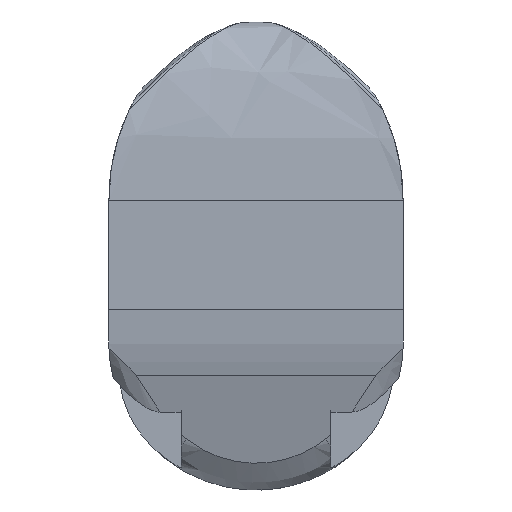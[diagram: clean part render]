
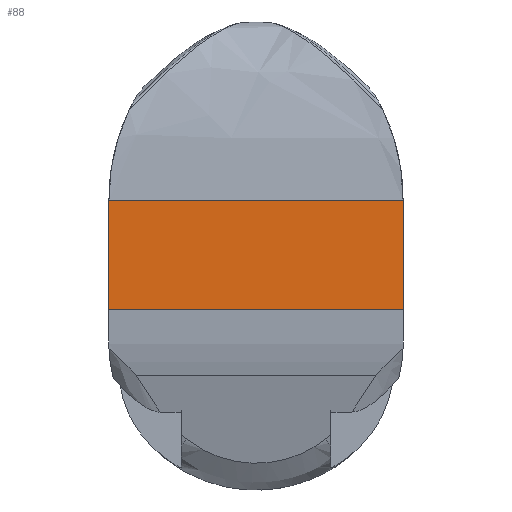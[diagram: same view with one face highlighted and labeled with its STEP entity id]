
A CAD part, top view. The second image highlights one B-rep face of the part: STEP entity #88.
In plain terms, the highlighted planar face has unit normal (0, 0, 1).
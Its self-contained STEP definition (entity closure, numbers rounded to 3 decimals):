
#88=ADVANCED_FACE('',(#1268),#1270,.T.);
#1268=FACE_BOUND('',#1269,.T.);
#1269=EDGE_LOOP('',(#2798,#2799,#2800,#2801));
#1270=PLANE('',#1271);
#1271=AXIS2_PLACEMENT_3D('',#1272,#1273,#1274);
#1272=CARTESIAN_POINT('',(39.75,0.,0.));
#1273=DIRECTION('',(0.,0.,1.));
#1274=DIRECTION('',(1.,0.,0.));
#2798=ORIENTED_EDGE('',*,*,#3064,.T.);
#2799=ORIENTED_EDGE('',*,*,#3027,.T.);
#2800=ORIENTED_EDGE('',*,*,#3083,.F.);
#2801=ORIENTED_EDGE('',*,*,#3056,.T.);
#3027=EDGE_CURVE('',#3244,#3240,#3245,.T.);
#3056=EDGE_CURVE('',#3288,#3286,#3289,.F.);
#3064=EDGE_CURVE('',#3286,#3244,#3301,.F.);
#3083=EDGE_CURVE('',#3288,#3240,#3333,.T.);
#3240=VERTEX_POINT('',#4158);
#3244=VERTEX_POINT('',#4193);
#3245=LINE('',#4194,#4195);
#3286=VERTEX_POINT('',#4526);
#3288=VERTEX_POINT('',#4545);
#3289=LINE('',#4546,#4547);
#3301=LINE('',#4628,#4629);
#3333=LINE('',#5084,#5085);
#4158=CARTESIAN_POINT('',(41.25,40.,0.));
#4193=CARTESIAN_POINT('',(41.25,9.377,0.));
#4194=CARTESIAN_POINT('',(41.25,9.377,0.));
#4195=VECTOR('',#4196,1.);
#4196=DIRECTION('',(0.,1.,0.));
#4526=CARTESIAN_POINT('',(-41.25,9.377,0.));
#4545=CARTESIAN_POINT('',(-41.25,40.,0.));
#4546=CARTESIAN_POINT('',(-41.25,9.377,0.));
#4547=VECTOR('',#4548,1.);
#4548=DIRECTION('',(0.,1.,0.));
#4628=CARTESIAN_POINT('',(41.25,9.377,0.));
#4629=VECTOR('',#4630,1.);
#4630=DIRECTION('',(-1.,0.,0.));
#5084=CARTESIAN_POINT('',(-41.25,40.,0.));
#5085=VECTOR('',#5086,1.);
#5086=DIRECTION('',(1.,0.,0.));
